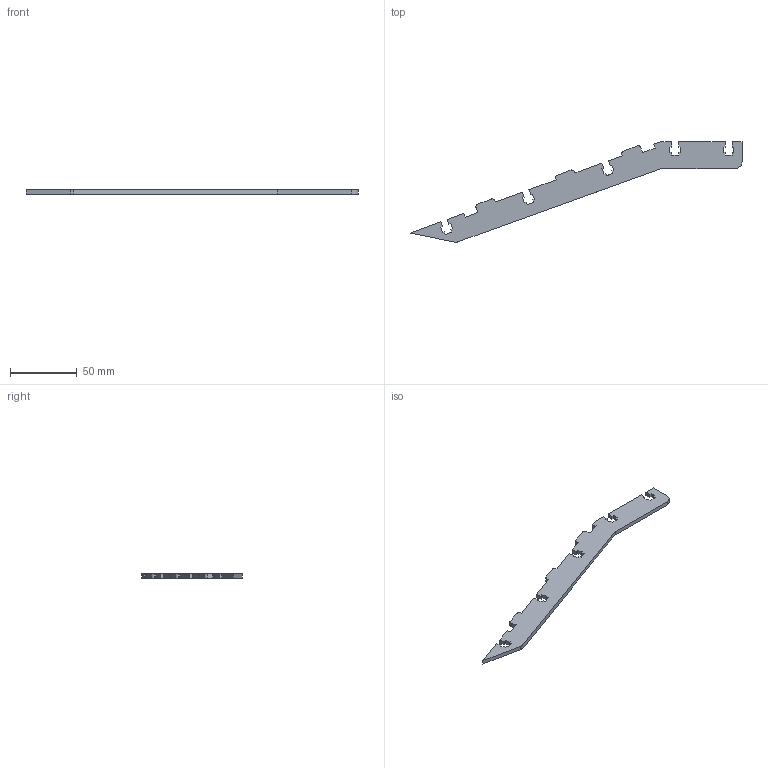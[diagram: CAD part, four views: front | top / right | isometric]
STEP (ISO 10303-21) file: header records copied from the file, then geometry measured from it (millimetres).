
FILE_DESCRIPTION(/* description */ (''),/* implementation_level */ '2;1');
FILE_NAME(/* name */ 'GPS mount enforcement v15.step',/* time_stamp */ '2023-11-28T17:27:44+01:00',/* author */ (''),/* organization */ (''),/* preprocessor_version */ 'ST-DEVELOPER v19.2',/* originating_system */ 'Autodesk Translation Framework v12.6.0.85',/* authorisation */ '');
FILE_SCHEMA (('AUTOMOTIVE_DESIGN { 1 0 10303 214 3 1 1 }'));
Length unit declared in the file: millimetre
Products named in the file (1): GPS mount enforcement
Bounding box: 248.15 x 75.12 x 3 mm (x, y, z)
Volume: 13066.1 mm3; surface area: 10782 mm2
Topology: 1 solids, 1 shells, 95 faces, 279 edges, 186 vertices
Faces by surface type: plane 86, cylinder 9
Entity records: 3151 total; most frequent: CARTESIAN_POINT 561, ORIENTED_EDGE 558, DIRECTION 489, EDGE_CURVE 279, LINE 261, VECTOR 261, VERTEX_POINT 186, AXIS2_PLACEMENT_3D 114
